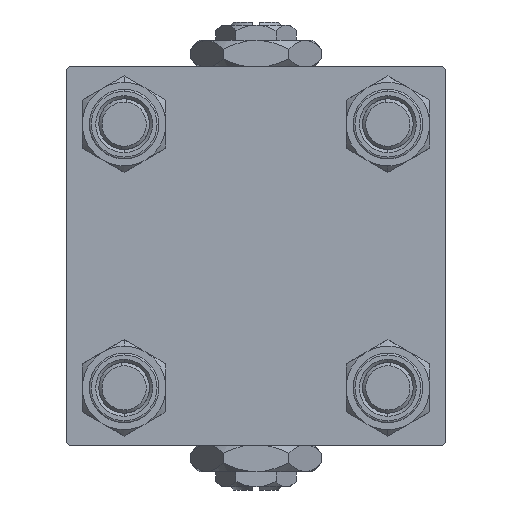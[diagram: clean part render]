
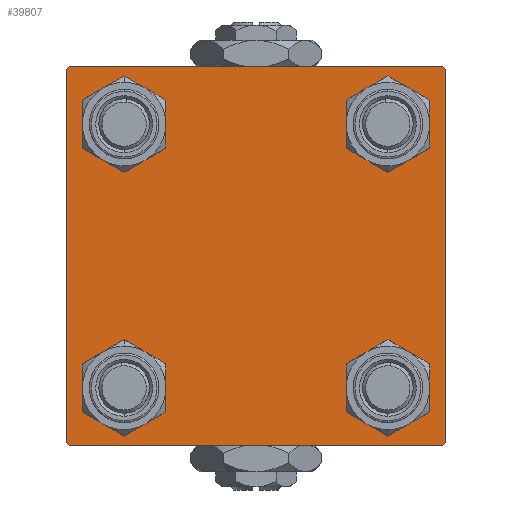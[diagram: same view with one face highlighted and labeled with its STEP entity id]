
A CAD part, left-side view. The second image highlights one B-rep face of the part: STEP entity #39807.
In plain terms, the highlighted planar face has unit normal (-1, 0, 0).
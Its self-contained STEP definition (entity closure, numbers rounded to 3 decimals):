
#25 = DIRECTION ( 'NONE',  ( 0., 0., 1. ) ) ;
#161 = VERTEX_POINT ( 'NONE', #44691 ) ;
#273 = CIRCLE ( 'NONE', #44975, 4.5 ) ;
#984 = DIRECTION ( 'NONE',  ( 0., 0., 1. ) ) ;
#1792 = CARTESIAN_POINT ( 'NONE',  ( 0., -20.85, -16.35 ) ) ;
#1947 = EDGE_CURVE ( 'NONE', #34382, #43759, #17592, .T. ) ;
#2125 = DIRECTION ( 'NONE',  ( 0., 0., 1. ) ) ;
#2195 = LINE ( 'NONE', #13833, #44173 ) ;
#2357 = EDGE_CURVE ( 'NONE', #47316, #38233, #49683, .T. ) ;
#2466 = EDGE_CURVE ( 'NONE', #29321, #43846, #7484, .T. ) ;
#2656 = EDGE_CURVE ( 'NONE', #30850, #38233, #49370, .T. ) ;
#2938 = VERTEX_POINT ( 'NONE', #31830 ) ;
#3056 = CARTESIAN_POINT ( 'NONE',  ( 0., 20.85, 20.85 ) ) ;
#4100 = VECTOR ( 'NONE', #20608, 1000. ) ;
#4679 = FACE_BOUND ( 'NONE', #32222, .T. ) ;
#4941 = FACE_OUTER_BOUND ( 'NONE', #37825, .T. ) ;
#4947 = VERTEX_POINT ( 'NONE', #25732 ) ;
#6197 = ORIENTED_EDGE ( 'NONE', *, *, #51022, .T. ) ;
#7484 = CIRCLE ( 'NONE', #48863, 4.5 ) ;
#7727 = DIRECTION ( 'NONE',  ( 1., 0., 0. ) ) ;
#8714 = CIRCLE ( 'NONE', #49197, 4.5 ) ;
#9615 = EDGE_CURVE ( 'NONE', #51230, #10118, #9978, .T. ) ;
#9777 = CARTESIAN_POINT ( 'NONE',  ( 0., 20.85, 20.85 ) ) ;
#9936 = DIRECTION ( 'NONE',  ( 1., 0., 0. ) ) ;
#9978 = LINE ( 'NONE', #42504, #13678 ) ;
#10118 = VERTEX_POINT ( 'NONE', #39224 ) ;
#10147 = CARTESIAN_POINT ( 'NONE',  ( 0., -29.75, 29.75 ) ) ;
#10603 = CARTESIAN_POINT ( 'NONE',  ( 0., 20.85, -20.85 ) ) ;
#10623 = AXIS2_PLACEMENT_3D ( 'NONE', #3056, #19157, #35282 ) ;
#10899 = DIRECTION ( 'NONE',  ( 0., 0.707, -0.707 ) ) ;
#11039 = VERTEX_POINT ( 'NONE', #18922 ) ;
#11678 = CARTESIAN_POINT ( 'NONE',  ( 0., 20.85, -20.85 ) ) ;
#11734 = EDGE_CURVE ( 'NONE', #2938, #34439, #8714, .T. ) ;
#13678 = VECTOR ( 'NONE', #42242, 1000. ) ;
#13691 = EDGE_CURVE ( 'NONE', #29344, #11039, #2195, .T. ) ;
#13833 = CARTESIAN_POINT ( 'NONE',  ( 0., 30., 30. ) ) ;
#14264 = DIRECTION ( 'NONE',  ( 1., 0., 0. ) ) ;
#15129 = LINE ( 'NONE', #26747, #23698 ) ;
#16153 = ORIENTED_EDGE ( 'NONE', *, *, #41239, .T. ) ;
#16577 = DIRECTION ( 'NONE',  ( 0., 0., -1. ) ) ;
#16902 = CARTESIAN_POINT ( 'NONE',  ( 0., -29.75, -29.75 ) ) ;
#17240 = DIRECTION ( 'NONE',  ( 1., 0., 0. ) ) ;
#17592 = CIRCLE ( 'NONE', #41266, 4.5 ) ;
#18191 = DIRECTION ( 'NONE',  ( 1., 0., 0. ) ) ;
#18922 = CARTESIAN_POINT ( 'NONE',  ( 0., 30., -29.5 ) ) ;
#19157 = DIRECTION ( 'NONE',  ( 1., 0., 0. ) ) ;
#19887 = LINE ( 'NONE', #36025, #38944 ) ;
#19955 = EDGE_CURVE ( 'NONE', #34439, #2938, #44644, .T. ) ;
#20115 = VECTOR ( 'NONE', #16577, 1000. ) ;
#20119 = EDGE_LOOP ( 'NONE', ( #22361, #36070 ) ) ;
#20608 = DIRECTION ( 'NONE',  ( 0., -0.707, 0.707 ) ) ;
#20749 = CARTESIAN_POINT ( 'NONE',  ( 0., -30., 29.5 ) ) ;
#21203 = EDGE_LOOP ( 'NONE', ( #6197, #50130 ) ) ;
#21461 = CARTESIAN_POINT ( 'NONE',  ( 0., -20.85, 20.85 ) ) ;
#22146 = CARTESIAN_POINT ( 'NONE',  ( 0., -20.85, 16.35 ) ) ;
#22361 = ORIENTED_EDGE ( 'NONE', *, *, #29991, .T. ) ;
#23698 = VECTOR ( 'NONE', #10899, 1000. ) ;
#25350 = ORIENTED_EDGE ( 'NONE', *, *, #42165, .T. ) ;
#25517 = CARTESIAN_POINT ( 'NONE',  ( 0., 20.85, 16.35 ) ) ;
#25732 = CARTESIAN_POINT ( 'NONE',  ( 0., 20.85, -25.35 ) ) ;
#25989 = EDGE_CURVE ( 'NONE', #161, #47316, #32212, .T. ) ;
#25996 = DIRECTION ( 'NONE',  ( 0., 0.707, 0.707 ) ) ;
#26629 = CARTESIAN_POINT ( 'NONE',  ( 0., -20.85, 20.85 ) ) ;
#26649 = CARTESIAN_POINT ( 'NONE',  ( 0., 29.5, 30. ) ) ;
#26702 = DIRECTION ( 'NONE',  ( 1., 0., 0. ) ) ;
#26747 = CARTESIAN_POINT ( 'NONE',  ( 0., 29.75, 29.75 ) ) ;
#27128 = ORIENTED_EDGE ( 'NONE', *, *, #2656, .F. ) ;
#27949 = VECTOR ( 'NONE', #25996, 1000. ) ;
#28173 = ORIENTED_EDGE ( 'NONE', *, *, #42039, .T. ) ;
#28435 = FACE_BOUND ( 'NONE', #20119, .T. ) ;
#28608 = VERTEX_POINT ( 'NONE', #45051 ) ;
#28779 = DIRECTION ( 'NONE',  ( 1., 0., 0. ) ) ;
#29321 = VERTEX_POINT ( 'NONE', #22146 ) ;
#29344 = VERTEX_POINT ( 'NONE', #51220 ) ;
#29628 = DIRECTION ( 'NONE',  ( 0., 0., 1. ) ) ;
#29991 = EDGE_CURVE ( 'NONE', #28608, #4947, #50522, .T. ) ;
#30483 = LINE ( 'NONE', #10147, #27949 ) ;
#30850 = VERTEX_POINT ( 'NONE', #20749 ) ;
#31830 = CARTESIAN_POINT ( 'NONE',  ( 0., 20.85, 25.35 ) ) ;
#32212 = LINE ( 'NONE', #48357, #43621 ) ;
#32222 = EDGE_LOOP ( 'NONE', ( #16153, #43521 ) ) ;
#32426 = FACE_BOUND ( 'NONE', #46848, .T. ) ;
#32558 = DIRECTION ( 'NONE',  ( 0., 0., 1. ) ) ;
#32951 = AXIS2_PLACEMENT_3D ( 'NONE', #48292, #45379, #984 ) ;
#33864 = AXIS2_PLACEMENT_3D ( 'NONE', #11678, #7727, #32558 ) ;
#34319 = ORIENTED_EDGE ( 'NONE', *, *, #25989, .T. ) ;
#34382 = VERTEX_POINT ( 'NONE', #49852 ) ;
#34439 = VERTEX_POINT ( 'NONE', #25517 ) ;
#35282 = DIRECTION ( 'NONE',  ( 0., 0., 1. ) ) ;
#35398 = CARTESIAN_POINT ( 'NONE',  ( 0., -30., -29.5 ) ) ;
#35555 = ORIENTED_EDGE ( 'NONE', *, *, #13691, .T. ) ;
#35949 = CARTESIAN_POINT ( 'NONE',  ( 0., -20.85, -20.85 ) ) ;
#36025 = CARTESIAN_POINT ( 'NONE',  ( 0., 29.75, -29.75 ) ) ;
#36070 = ORIENTED_EDGE ( 'NONE', *, *, #40283, .T. ) ;
#36923 = CARTESIAN_POINT ( 'NONE',  ( 0., -30., 30. ) ) ;
#37231 = CIRCLE ( 'NONE', #33864, 4.5 ) ;
#37439 = FACE_BOUND ( 'NONE', #21203, .T. ) ;
#37825 = EDGE_LOOP ( 'NONE', ( #35555, #25350, #34319, #40925, #27128, #28173, #42172, #39331 ) ) ;
#37836 = DIRECTION ( 'NONE',  ( 0., 0., 1. ) ) ;
#37857 = ORIENTED_EDGE ( 'NONE', *, *, #11734, .T. ) ;
#38083 = AXIS2_PLACEMENT_3D ( 'NONE', #35949, #28779, #25 ) ;
#38233 = VERTEX_POINT ( 'NONE', #35398 ) ;
#38944 = VECTOR ( 'NONE', #43710, 1000. ) ;
#39224 = CARTESIAN_POINT ( 'NONE',  ( 0., -29.5, 30. ) ) ;
#39331 = ORIENTED_EDGE ( 'NONE', *, *, #40233, .T. ) ;
#39511 = AXIS2_PLACEMENT_3D ( 'NONE', #10603, #26702, #37836 ) ;
#39807 = ADVANCED_FACE ( 'NONE', ( #37439, #4679, #28435, #32426, #4941 ), #40357, .T. ) ;
#40233 = EDGE_CURVE ( 'NONE', #51230, #29344, #15129, .T. ) ;
#40283 = EDGE_CURVE ( 'NONE', #4947, #28608, #37231, .T. ) ;
#40357 = PLANE ( 'NONE',  #32951 ) ;
#40665 = CIRCLE ( 'NONE', #38083, 4.5 ) ;
#40925 = ORIENTED_EDGE ( 'NONE', *, *, #2357, .T. ) ;
#41239 = EDGE_CURVE ( 'NONE', #43759, #34382, #40665, .T. ) ;
#41266 = AXIS2_PLACEMENT_3D ( 'NONE', #45386, #9936, #42714 ) ;
#42039 = EDGE_CURVE ( 'NONE', #30850, #10118, #30483, .T. ) ;
#42165 = EDGE_CURVE ( 'NONE', #11039, #161, #19887, .T. ) ;
#42172 = ORIENTED_EDGE ( 'NONE', *, *, #9615, .F. ) ;
#42242 = DIRECTION ( 'NONE',  ( 0., -1., 0. ) ) ;
#42504 = CARTESIAN_POINT ( 'NONE',  ( 0., 30., 30. ) ) ;
#42714 = DIRECTION ( 'NONE',  ( 0., 0., 1. ) ) ;
#43521 = ORIENTED_EDGE ( 'NONE', *, *, #1947, .T. ) ;
#43621 = VECTOR ( 'NONE', #45440, 1000. ) ;
#43710 = DIRECTION ( 'NONE',  ( 0., -0.707, -0.707 ) ) ;
#43759 = VERTEX_POINT ( 'NONE', #1792 ) ;
#43846 = VERTEX_POINT ( 'NONE', #52230 ) ;
#44173 = VECTOR ( 'NONE', #46600, 1000. ) ;
#44644 = CIRCLE ( 'NONE', #10623, 4.5 ) ;
#44691 = CARTESIAN_POINT ( 'NONE',  ( 0., 29.5, -30. ) ) ;
#44975 = AXIS2_PLACEMENT_3D ( 'NONE', #21461, #17240, #29628 ) ;
#45051 = CARTESIAN_POINT ( 'NONE',  ( 0., 20.85, -16.35 ) ) ;
#45076 = CARTESIAN_POINT ( 'NONE',  ( 0., -29.5, -30. ) ) ;
#45379 = DIRECTION ( 'NONE',  ( -1., 0., 0. ) ) ;
#45386 = CARTESIAN_POINT ( 'NONE',  ( 0., -20.85, -20.85 ) ) ;
#45440 = DIRECTION ( 'NONE',  ( 0., -1., 0. ) ) ;
#45575 = ORIENTED_EDGE ( 'NONE', *, *, #19955, .T. ) ;
#46238 = DIRECTION ( 'NONE',  ( 0., 0., 1. ) ) ;
#46600 = DIRECTION ( 'NONE',  ( 0., 0., -1. ) ) ;
#46848 = EDGE_LOOP ( 'NONE', ( #37857, #45575 ) ) ;
#47316 = VERTEX_POINT ( 'NONE', #45076 ) ;
#48292 = CARTESIAN_POINT ( 'NONE',  ( 0., 0., 0. ) ) ;
#48357 = CARTESIAN_POINT ( 'NONE',  ( 0., 30., -30. ) ) ;
#48863 = AXIS2_PLACEMENT_3D ( 'NONE', #26629, #18191, #46238 ) ;
#49197 = AXIS2_PLACEMENT_3D ( 'NONE', #9777, #14264, #2125 ) ;
#49370 = LINE ( 'NONE', #36923, #20115 ) ;
#49683 = LINE ( 'NONE', #16902, #4100 ) ;
#49852 = CARTESIAN_POINT ( 'NONE',  ( 0., -20.85, -25.35 ) ) ;
#50130 = ORIENTED_EDGE ( 'NONE', *, *, #2466, .T. ) ;
#50522 = CIRCLE ( 'NONE', #39511, 4.5 ) ;
#51022 = EDGE_CURVE ( 'NONE', #43846, #29321, #273, .T. ) ;
#51220 = CARTESIAN_POINT ( 'NONE',  ( 0., 30., 29.5 ) ) ;
#51230 = VERTEX_POINT ( 'NONE', #26649 ) ;
#52230 = CARTESIAN_POINT ( 'NONE',  ( 0., -20.85, 25.35 ) ) ;
